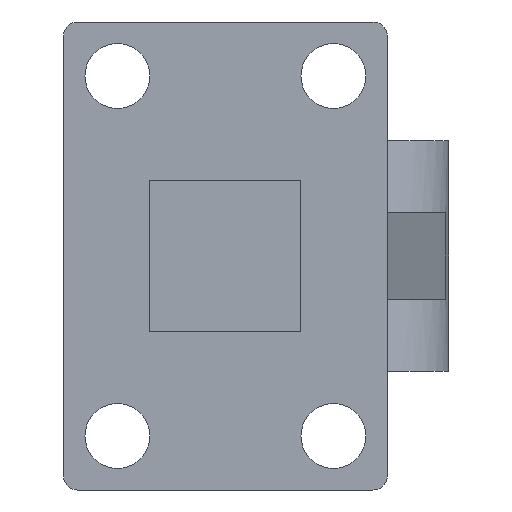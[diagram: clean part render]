
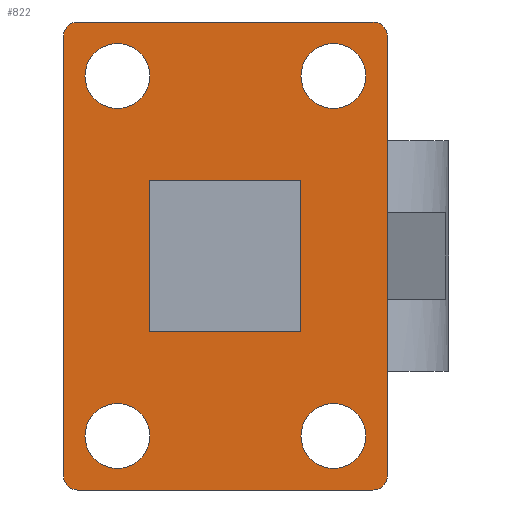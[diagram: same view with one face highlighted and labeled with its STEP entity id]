
A CAD part, front view. The second image highlights one B-rep face of the part: STEP entity #822.
In plain terms, the highlighted planar face has unit normal (0, -1, 0).
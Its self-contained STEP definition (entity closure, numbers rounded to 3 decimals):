
#89=CIRCLE('',#1335,2.);
#90=CIRCLE('',#1336,2.);
#91=CIRCLE('',#1337,2.);
#92=CIRCLE('',#1338,2.);
#93=CIRCLE('',#1339,4.5);
#94=CIRCLE('',#1340,4.5);
#95=CIRCLE('',#1341,4.5);
#96=CIRCLE('',#1342,4.5);
#139=VERTEX_POINT('',#1123);
#140=VERTEX_POINT('',#1124);
#141=VERTEX_POINT('',#1126);
#142=VERTEX_POINT('',#1128);
#143=VERTEX_POINT('',#1130);
#144=VERTEX_POINT('',#1132);
#145=VERTEX_POINT('',#1134);
#146=VERTEX_POINT('',#1136);
#147=VERTEX_POINT('',#1139);
#148=VERTEX_POINT('',#1141);
#149=VERTEX_POINT('',#1143);
#150=VERTEX_POINT('',#1145);
#151=VERTEX_POINT('',#1147);
#152=VERTEX_POINT('',#1148);
#153=VERTEX_POINT('',#1150);
#154=VERTEX_POINT('',#1152);
#213=VECTOR('',#918,1.);
#214=VECTOR('',#921,1.);
#215=VECTOR('',#924,1.);
#216=VECTOR('',#927,1.);
#217=VECTOR('',#938,1.);
#218=VECTOR('',#939,1.);
#219=VECTOR('',#940,1.);
#220=VECTOR('',#941,1.);
#293=LINE('',#1122,#213);
#294=LINE('',#1127,#214);
#295=LINE('',#1131,#215);
#296=LINE('',#1135,#216);
#297=LINE('',#1146,#217);
#298=LINE('',#1149,#218);
#299=LINE('',#1151,#219);
#300=LINE('',#1153,#220);
#377=EDGE_CURVE('',#139,#140,#293,.T.);
#378=EDGE_CURVE('',#141,#139,#89,.T.);
#379=EDGE_CURVE('',#142,#141,#294,.T.);
#380=EDGE_CURVE('',#143,#142,#90,.T.);
#381=EDGE_CURVE('',#144,#143,#295,.T.);
#382=EDGE_CURVE('',#145,#144,#91,.T.);
#383=EDGE_CURVE('',#146,#145,#296,.T.);
#384=EDGE_CURVE('',#140,#146,#92,.T.);
#385=EDGE_CURVE('',#147,#147,#93,.T.);
#386=EDGE_CURVE('',#148,#148,#94,.T.);
#387=EDGE_CURVE('',#149,#149,#95,.T.);
#388=EDGE_CURVE('',#150,#150,#96,.T.);
#389=EDGE_CURVE('',#151,#152,#297,.T.);
#390=EDGE_CURVE('',#152,#153,#298,.T.);
#391=EDGE_CURVE('',#153,#154,#299,.T.);
#392=EDGE_CURVE('',#154,#151,#300,.T.);
#490=ORIENTED_EDGE('',*,*,#377,.F.);
#491=ORIENTED_EDGE('',*,*,#378,.F.);
#492=ORIENTED_EDGE('',*,*,#379,.F.);
#493=ORIENTED_EDGE('',*,*,#380,.F.);
#494=ORIENTED_EDGE('',*,*,#381,.F.);
#495=ORIENTED_EDGE('',*,*,#382,.F.);
#496=ORIENTED_EDGE('',*,*,#383,.F.);
#497=ORIENTED_EDGE('',*,*,#384,.F.);
#498=ORIENTED_EDGE('',*,*,#385,.T.);
#499=ORIENTED_EDGE('',*,*,#386,.T.);
#500=ORIENTED_EDGE('',*,*,#387,.T.);
#501=ORIENTED_EDGE('',*,*,#388,.T.);
#502=ORIENTED_EDGE('',*,*,#389,.T.);
#503=ORIENTED_EDGE('',*,*,#390,.T.);
#504=ORIENTED_EDGE('',*,*,#391,.T.);
#505=ORIENTED_EDGE('',*,*,#392,.T.);
#699=EDGE_LOOP('',(#490,#491,#492,#493,#494,#495,#496,#497));
#700=EDGE_LOOP('',(#498));
#701=EDGE_LOOP('',(#499));
#702=EDGE_LOOP('',(#500));
#703=EDGE_LOOP('',(#501));
#704=EDGE_LOOP('',(#502,#503,#504,#505));
#761=FACE_BOUND('',#699,.T.);
#762=FACE_BOUND('',#700,.T.);
#763=FACE_BOUND('',#701,.T.);
#764=FACE_BOUND('',#702,.T.);
#765=FACE_BOUND('',#703,.T.);
#766=FACE_BOUND('',#704,.T.);
#822=ADVANCED_FACE('',(#761,#762,#763,#764,#765,#766),#865,.F.);
#865=PLANE('',#1334);
#917=DIRECTION('',(0.,1.,0.));
#918=DIRECTION('',(0.,0.,1.));
#919=DIRECTION('',(0.,1.,0.));
#920=DIRECTION('',(2.,0.,0.));
#921=DIRECTION('',(-1.,0.,0.));
#922=DIRECTION('',(0.,1.,0.));
#923=DIRECTION('',(2.,0.,0.));
#924=DIRECTION('',(0.,0.,-1.));
#925=DIRECTION('',(0.,1.,0.));
#926=DIRECTION('',(2.,0.,0.));
#927=DIRECTION('',(1.,0.,0.));
#928=DIRECTION('',(0.,1.,0.));
#929=DIRECTION('',(2.,0.,0.));
#930=DIRECTION('',(0.,1.,0.));
#931=DIRECTION('',(4.5,0.,0.));
#932=DIRECTION('',(0.,1.,0.));
#933=DIRECTION('',(4.5,0.,0.));
#934=DIRECTION('',(0.,1.,0.));
#935=DIRECTION('',(4.5,0.,0.));
#936=DIRECTION('',(0.,1.,0.));
#937=DIRECTION('',(4.5,0.,0.));
#938=DIRECTION('',(0.,0.,1.));
#939=DIRECTION('',(1.,0.,0.));
#940=DIRECTION('',(0.,0.,-1.));
#941=DIRECTION('',(-1.,0.,0.));
#1121=CARTESIAN_POINT('',(-20.5,0.,30.5));
#1122=CARTESIAN_POINT('',(-22.5,0.,-30.5));
#1123=CARTESIAN_POINT('',(-22.5,0.,-30.5));
#1124=CARTESIAN_POINT('',(-22.5,0.,30.5));
#1125=CARTESIAN_POINT('',(-20.5,0.,-30.5));
#1126=CARTESIAN_POINT('',(-20.5,0.,-32.5));
#1127=CARTESIAN_POINT('',(20.5,0.,-32.5));
#1128=CARTESIAN_POINT('',(20.5,0.,-32.5));
#1129=CARTESIAN_POINT('',(20.5,0.,-30.5));
#1130=CARTESIAN_POINT('',(22.5,0.,-30.5));
#1131=CARTESIAN_POINT('',(22.5,0.,30.5));
#1132=CARTESIAN_POINT('',(22.5,0.,30.5));
#1133=CARTESIAN_POINT('',(20.5,0.,30.5));
#1134=CARTESIAN_POINT('',(20.5,0.,32.5));
#1135=CARTESIAN_POINT('',(-20.5,0.,32.5));
#1136=CARTESIAN_POINT('',(-20.5,0.,32.5));
#1137=CARTESIAN_POINT('',(-20.5,0.,30.5));
#1138=CARTESIAN_POINT('',(15.,0.,-25.));
#1139=CARTESIAN_POINT('',(19.5,0.,-25.));
#1140=CARTESIAN_POINT('',(15.,0.,25.));
#1141=CARTESIAN_POINT('',(19.5,0.,25.));
#1142=CARTESIAN_POINT('',(-15.,0.,-25.));
#1143=CARTESIAN_POINT('',(-10.5,0.,-25.));
#1144=CARTESIAN_POINT('',(-15.,0.,25.));
#1145=CARTESIAN_POINT('',(-10.5,0.,25.));
#1146=CARTESIAN_POINT('',(-10.5,0.,-10.5));
#1147=CARTESIAN_POINT('',(-10.5,0.,-10.5));
#1148=CARTESIAN_POINT('',(-10.5,0.,10.5));
#1149=CARTESIAN_POINT('',(-10.5,0.,10.5));
#1150=CARTESIAN_POINT('',(10.5,0.,10.5));
#1151=CARTESIAN_POINT('',(10.5,0.,10.5));
#1152=CARTESIAN_POINT('',(10.5,0.,-10.5));
#1153=CARTESIAN_POINT('',(10.5,0.,-10.5));
#1334=AXIS2_PLACEMENT_3D('',#1121,#917,$);
#1335=AXIS2_PLACEMENT_3D('',#1125,#919,#920);
#1336=AXIS2_PLACEMENT_3D('',#1129,#922,#923);
#1337=AXIS2_PLACEMENT_3D('',#1133,#925,#926);
#1338=AXIS2_PLACEMENT_3D('',#1137,#928,#929);
#1339=AXIS2_PLACEMENT_3D('',#1138,#930,#931);
#1340=AXIS2_PLACEMENT_3D('',#1140,#932,#933);
#1341=AXIS2_PLACEMENT_3D('',#1142,#934,#935);
#1342=AXIS2_PLACEMENT_3D('',#1144,#936,#937);
